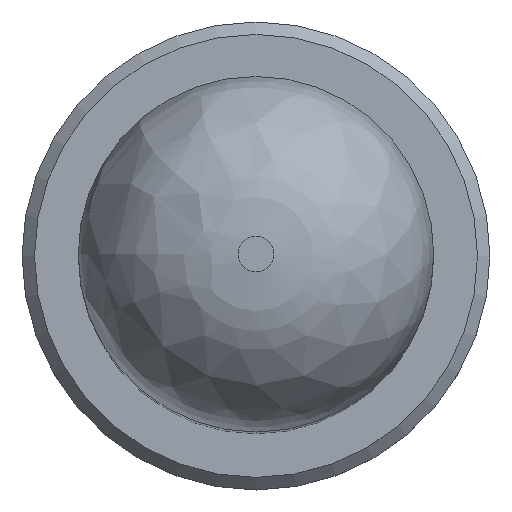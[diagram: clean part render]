
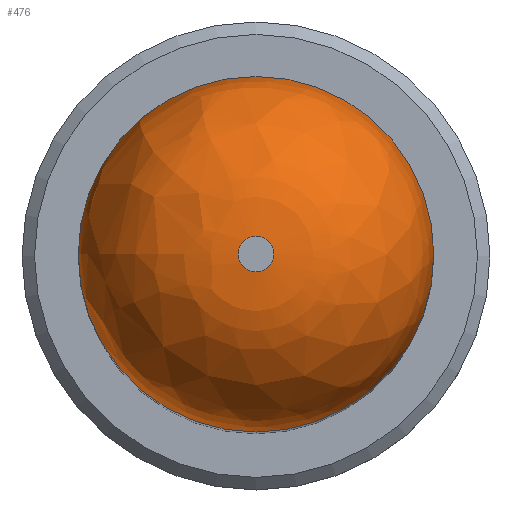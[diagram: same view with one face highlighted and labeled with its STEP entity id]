
A CAD part, top view. The second image highlights one B-rep face of the part: STEP entity #476.
In plain terms, the highlighted free-form (B-spline) face has degree [2, 2] with [3, 9] control points.
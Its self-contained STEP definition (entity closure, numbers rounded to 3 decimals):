
#289=(
BOUNDED_SURFACE()
B_SPLINE_SURFACE(2,2,((#707,#708,#709,#710,#711,#712,#713,#714,#715),(#716,
#717,#718,#719,#720,#721,#722,#723,#724),(#725,#726,#727,#728,#729,#730,
#731,#732,#733)),.UNSPECIFIED.,.F.,.T.,.F.)
B_SPLINE_SURFACE_WITH_KNOTS((3,3),(3,2,2,2,3),(0.,1.571),
(-3.142,-1.571,0.,1.571,3.142),
 .UNSPECIFIED.)
GEOMETRIC_REPRESENTATION_ITEM()
RATIONAL_B_SPLINE_SURFACE(((1.,0.707,1.,0.707,1.,
0.707,1.,0.707,1.),(0.707,0.5,0.707,
0.5,0.707,0.5,0.707,0.5,0.707),(1.,
0.707,1.,0.707,1.,0.707,1.,0.707,
1.)))
REPRESENTATION_ITEM('')
SURFACE()
);
#315=FACE_OUTER_BOUND('',#330,.T.);
#330=EDGE_LOOP('',(#453,#454,#455,#456));
#364=CIRCLE('',#527,0.285);
#365=CIRCLE('',#528,2.565);
#366=CIRCLE('',#529,2.85);
#382=VERTEX_POINT('',#734);
#383=VERTEX_POINT('',#736);
#406=EDGE_CURVE('',#382,#382,#364,.T.);
#407=EDGE_CURVE('',#382,#383,#365,.T.);
#408=EDGE_CURVE('',#383,#383,#366,.T.);
#453=ORIENTED_EDGE('',*,*,#406,.T.);
#454=ORIENTED_EDGE('',*,*,#407,.T.);
#455=ORIENTED_EDGE('',*,*,#408,.T.);
#456=ORIENTED_EDGE('',*,*,#407,.F.);
#476=ADVANCED_FACE('',(#315),#289,.F.);
#527=AXIS2_PLACEMENT_3D('',#735,#610,#611);
#528=AXIS2_PLACEMENT_3D('',#737,#612,#613);
#529=AXIS2_PLACEMENT_3D('',#738,#614,#615);
#610=DIRECTION('center_axis',(0.,0.,-1.));
#611=DIRECTION('ref_axis',(-1.,0.,0.));
#612=DIRECTION('center_axis',(0.,-1.,0.));
#613=DIRECTION('ref_axis',(-1.,0.,0.));
#614=DIRECTION('center_axis',(0.,0.,1.));
#615=DIRECTION('ref_axis',(-1.,0.,0.));
#707=CARTESIAN_POINT('Ctrl Pts',(-2.85,0.,16.435));
#708=CARTESIAN_POINT('Ctrl Pts',(-2.85,-2.85,16.435));
#709=CARTESIAN_POINT('Ctrl Pts',(0.,-2.85,16.435));
#710=CARTESIAN_POINT('Ctrl Pts',(2.85,-2.85,16.435));
#711=CARTESIAN_POINT('Ctrl Pts',(2.85,0.,16.435));
#712=CARTESIAN_POINT('Ctrl Pts',(2.85,2.85,16.435));
#713=CARTESIAN_POINT('Ctrl Pts',(0.,2.85,16.435));
#714=CARTESIAN_POINT('Ctrl Pts',(-2.85,2.85,16.435));
#715=CARTESIAN_POINT('Ctrl Pts',(-2.85,0.,16.435));
#716=CARTESIAN_POINT('Ctrl Pts',(-2.85,0.,19.));
#717=CARTESIAN_POINT('Ctrl Pts',(-2.85,-2.85,19.));
#718=CARTESIAN_POINT('Ctrl Pts',(0.,-2.85,19.));
#719=CARTESIAN_POINT('Ctrl Pts',(2.85,-2.85,19.));
#720=CARTESIAN_POINT('Ctrl Pts',(2.85,0.,19.));
#721=CARTESIAN_POINT('Ctrl Pts',(2.85,2.85,19.));
#722=CARTESIAN_POINT('Ctrl Pts',(0.,2.85,19.));
#723=CARTESIAN_POINT('Ctrl Pts',(-2.85,2.85,19.));
#724=CARTESIAN_POINT('Ctrl Pts',(-2.85,0.,19.));
#725=CARTESIAN_POINT('Ctrl Pts',(-0.285,0.,19.));
#726=CARTESIAN_POINT('Ctrl Pts',(-0.285,-0.285,
19.));
#727=CARTESIAN_POINT('Ctrl Pts',(0.,-0.285,
19.));
#728=CARTESIAN_POINT('Ctrl Pts',(0.285,-0.285,19.));
#729=CARTESIAN_POINT('Ctrl Pts',(0.285,0.,19.));
#730=CARTESIAN_POINT('Ctrl Pts',(0.285,0.285,19.));
#731=CARTESIAN_POINT('Ctrl Pts',(0.,0.285,
19.));
#732=CARTESIAN_POINT('Ctrl Pts',(-0.285,0.285,19.));
#733=CARTESIAN_POINT('Ctrl Pts',(-0.285,0.,19.));
#734=CARTESIAN_POINT('',(-0.285,0.,19.));
#735=CARTESIAN_POINT('Origin',(0.,0.,19.));
#736=CARTESIAN_POINT('',(-2.85,0.,16.435));
#737=CARTESIAN_POINT('Origin',(-0.285,0.,
16.435));
#738=CARTESIAN_POINT('Origin',(0.,0.,16.435));
